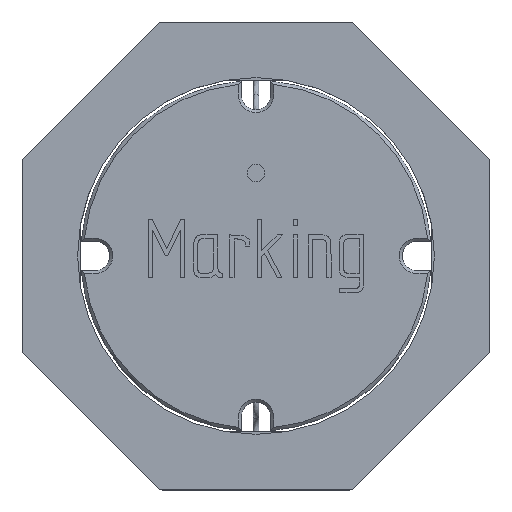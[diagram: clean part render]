
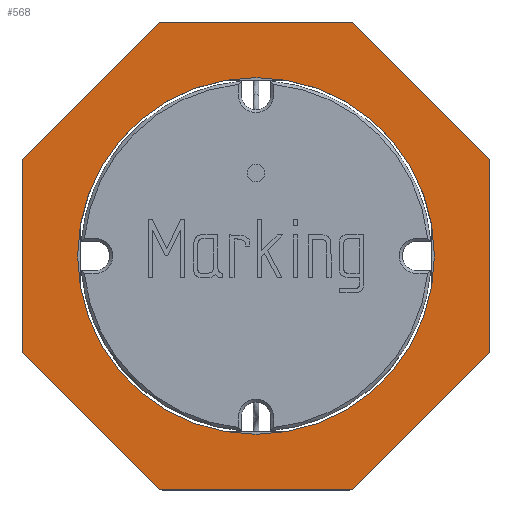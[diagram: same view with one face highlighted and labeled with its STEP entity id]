
A CAD part, top view. The second image highlights one B-rep face of the part: STEP entity #568.
In plain terms, the highlighted planar face has unit normal (0, 0, 1).
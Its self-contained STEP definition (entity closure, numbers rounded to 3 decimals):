
#568 = ADVANCED_FACE( '', ( #1183, #1184 ), #1185, .F. );
#1183 = FACE_BOUND( '', #2904, .T. );
#1184 = FACE_OUTER_BOUND( '', #2905, .T. );
#1185 = PLANE( '', #2906 );
#2904 = EDGE_LOOP( '', ( #4530 ) );
#2905 = EDGE_LOOP( '', ( #4531, #4532, #4533, #4534, #4535, #4536, #4537, #4538 ) );
#2906 = AXIS2_PLACEMENT_3D( '', #4539, #4540, #4541 );
#4530 = ORIENTED_EDGE( '', *, *, #5584, .T. );
#4531 = ORIENTED_EDGE( '', *, *, #5359, .F. );
#4532 = ORIENTED_EDGE( '', *, *, #5083, .F. );
#4533 = ORIENTED_EDGE( '', *, *, #5392, .F. );
#4534 = ORIENTED_EDGE( '', *, *, #5585, .F. );
#4535 = ORIENTED_EDGE( '', *, *, #5323, .F. );
#4536 = ORIENTED_EDGE( '', *, *, #5447, .F. );
#4537 = ORIENTED_EDGE( '', *, *, #5586, .F. );
#4538 = ORIENTED_EDGE( '', *, *, #5154, .F. );
#4539 = CARTESIAN_POINT( '', ( -5.657, 0., 1. ) );
#4540 = DIRECTION( '', ( 0., 0., -1. ) );
#4541 = DIRECTION( '', ( -1., 0., 0. ) );
#5083 = EDGE_CURVE( '', #5802, #5804, #5805, .T. );
#5154 = EDGE_CURVE( '', #5923, #5925, #5926, .T. );
#5323 = EDGE_CURVE( '', #6201, #6203, #6204, .T. );
#5359 = EDGE_CURVE( '', #5804, #5923, #6256, .T. );
#5392 = EDGE_CURVE( '', #6304, #5802, #6306, .T. );
#5447 = EDGE_CURVE( '', #6378, #6201, #6380, .T. );
#5584 = EDGE_CURVE( '', #6545, #6545, #6546, .T. );
#5585 = EDGE_CURVE( '', #6203, #6304, #6547, .T. );
#5586 = EDGE_CURVE( '', #5925, #6378, #6548, .T. );
#5802 = VERTEX_POINT( '', #6907 );
#5804 = VERTEX_POINT( '', #6910 );
#5805 = LINE( '', #6911, #6912 );
#5923 = VERTEX_POINT( '', #7144 );
#5925 = VERTEX_POINT( '', #7147 );
#5926 = LINE( '', #7148, #7149 );
#6201 = VERTEX_POINT( '', #7655 );
#6203 = VERTEX_POINT( '', #7658 );
#6204 = LINE( '', #7659, #7660 );
#6256 = LINE( '', #7736, #7737 );
#6304 = VERTEX_POINT( '', #7849 );
#6306 = LINE( '', #7852, #7853 );
#6378 = VERTEX_POINT( '', #7975 );
#6380 = LINE( '', #7978, #7979 );
#6545 = VERTEX_POINT( '', #8334 );
#6546 = CIRCLE( '', #8335, 3.05 );
#6547 = LINE( '', #8336, #8337 );
#6548 = LINE( '', #8338, #8339 );
#6907 = CARTESIAN_POINT( '', ( 1.657, -4., 1. ) );
#6910 = CARTESIAN_POINT( '', ( -1.657, -4., 1. ) );
#6911 = CARTESIAN_POINT( '', ( 1.657, -4., 1. ) );
#6912 = VECTOR( '', #8546, 1000. );
#7144 = CARTESIAN_POINT( '', ( -4., -1.657, 1. ) );
#7147 = CARTESIAN_POINT( '', ( -4., 1.657, 1. ) );
#7148 = CARTESIAN_POINT( '', ( -4., -1.657, 1. ) );
#7149 = VECTOR( '', #8613, 1000. );
#7655 = CARTESIAN_POINT( '', ( 1.657, 4., 1. ) );
#7658 = CARTESIAN_POINT( '', ( 4., 1.657, 1. ) );
#7659 = CARTESIAN_POINT( '', ( 1.657, 4., 1. ) );
#7660 = VECTOR( '', #8738, 1000. );
#7736 = CARTESIAN_POINT( '', ( -1.657, -4., 1. ) );
#7737 = VECTOR( '', #8779, 1000. );
#7849 = CARTESIAN_POINT( '', ( 4., -1.657, 1. ) );
#7852 = CARTESIAN_POINT( '', ( 4., -1.657, 1. ) );
#7853 = VECTOR( '', #8792, 1000. );
#7975 = CARTESIAN_POINT( '', ( -1.657, 4., 1. ) );
#7978 = CARTESIAN_POINT( '', ( -1.657, 4., 1. ) );
#7979 = VECTOR( '', #8830, 1000. );
#8334 = CARTESIAN_POINT( '', ( 3.05, 0., 1. ) );
#8335 = AXIS2_PLACEMENT_3D( '', #8903, #8904, #8905 );
#8336 = CARTESIAN_POINT( '', ( 4., 1.657, 1. ) );
#8337 = VECTOR( '', #8906, 1000. );
#8338 = CARTESIAN_POINT( '', ( -4., 1.657, 1. ) );
#8339 = VECTOR( '', #8907, 1000. );
#8546 = DIRECTION( '', ( -1., 0., 0. ) );
#8613 = DIRECTION( '', ( 0., 1., 0. ) );
#8738 = DIRECTION( '', ( 0.707, -0.707, 0. ) );
#8779 = DIRECTION( '', ( -0.707, 0.707, 0. ) );
#8792 = DIRECTION( '', ( -0.707, -0.707, 0. ) );
#8830 = DIRECTION( '', ( 1., 0., 0. ) );
#8903 = CARTESIAN_POINT( '', ( 0., 0., 1. ) );
#8904 = DIRECTION( '', ( 0., 0., -1. ) );
#8905 = DIRECTION( '', ( 1., 0., 0. ) );
#8906 = DIRECTION( '', ( 0., -1., 0. ) );
#8907 = DIRECTION( '', ( 0.707, 0.707, 0. ) );
